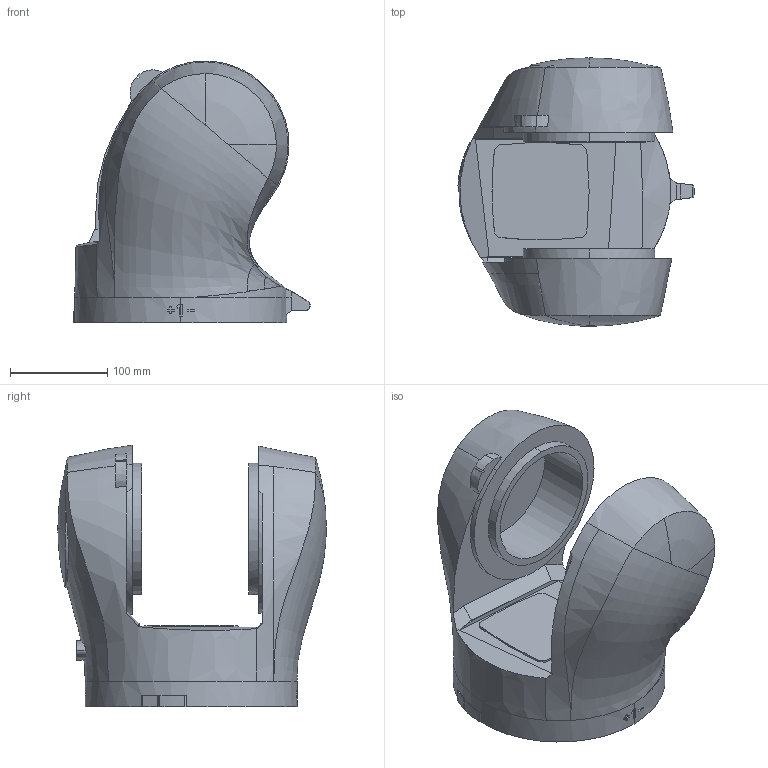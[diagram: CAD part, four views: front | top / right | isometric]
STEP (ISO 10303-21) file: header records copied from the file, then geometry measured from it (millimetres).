
FILE_DESCRIPTION(('CATIA V5 STEP Exchange'),'2;1');
FILE_NAME('Axis1.stp','2024-08-11T15:27:05+00:00',('none'),('none'),'CATIA Version 5 Release 21 GA (IN-10)','CATIA V5 STEP AP203','none');
FILE_SCHEMA(('CONFIG_CONTROL_DESIGN'));
Length unit declared in the file: millimetre
Products named in the file (1): GREPC1BDNVPG_5
Bounding box: 242.82 x 275.92 x 269.12 mm (x, y, z)
Volume: 4267060.3 mm3; surface area: 356898.1 mm2
Topology: 1 solids, 1 shells, 171 faces, 470 edges, 310 vertices
Faces by surface type: plane 93, cylinder 42, bspline 16, sphere 10, cone 6, extrusion 2, torus 2
Entity records: 9778 total; most frequent: CARTESIAN_POINT 5807, ORIENTED_EDGE 932, DIRECTION 600, EDGE_CURVE 466, VERTEX_POINT 310, AXIS2_PLACEMENT_3D 256, VECTOR 195, LINE 193
